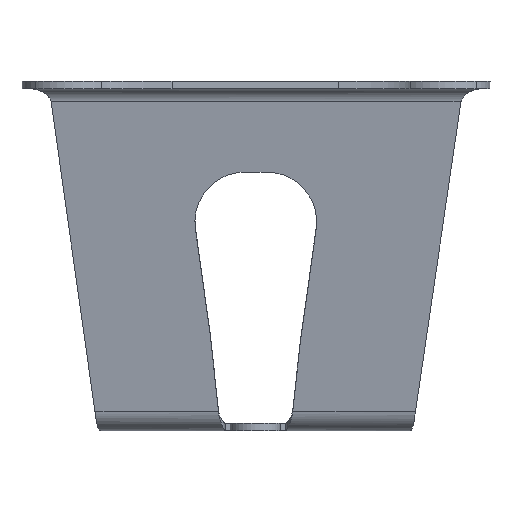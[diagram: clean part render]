
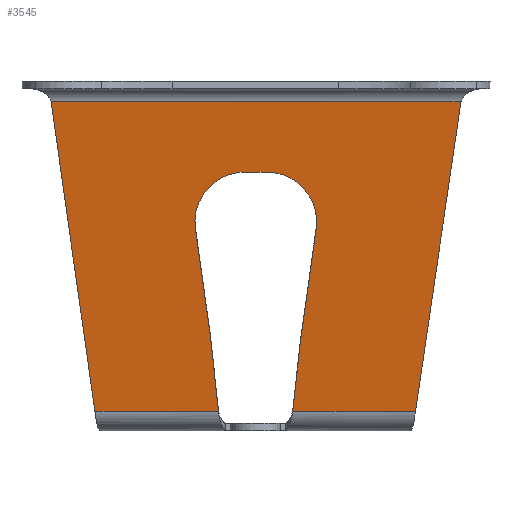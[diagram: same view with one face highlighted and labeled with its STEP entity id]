
A CAD part, front view. The second image highlights one B-rep face of the part: STEP entity #3545.
In plain terms, the highlighted planar face has unit normal (0, -0.99, -0.139).
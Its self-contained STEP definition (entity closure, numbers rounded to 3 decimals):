
#77 = DIRECTION ( 'NONE',  ( 0.144, -0.138, 0.98 ) ) ;
#92 = CARTESIAN_POINT ( 'NONE',  ( 0., -19.583, -2.965 ) ) ;
#111 = DIRECTION ( 'NONE',  ( 0., -0.139, 0.99 ) ) ;
#134 = EDGE_CURVE ( 'NONE', #849, #1308, #2122, .T. ) ;
#191 = DIRECTION ( 'NONE',  ( 0., 0.99, 0.139 ) ) ;
#194 = EDGE_CURVE ( 'NONE', #4007, #3857, #598, .T. ) ;
#345 = CARTESIAN_POINT ( 'NONE',  ( -1.972, -25.606, 39.889 ) ) ;
#351 = ORIENTED_EDGE ( 'NONE', *, *, #3192, .T. ) ;
#366 = DIRECTION ( 'NONE',  ( 0., 0.99, 0.139 ) ) ;
#385 = DIRECTION ( 'NONE',  ( 0., -0.139, 0.99 ) ) ;
#402 = FACE_OUTER_BOUND ( 'NONE', #2680, .T. ) ;
#418 = CARTESIAN_POINT ( 'NONE',  ( 8.347, -21.69, 12.023 ) ) ;
#428 = CARTESIAN_POINT ( 'NONE',  ( -47.5, -20.334, 2.374 ) ) ;
#446 = ORIENTED_EDGE ( 'NONE', *, *, #2392, .F. ) ;
#467 = VECTOR ( 'NONE', #1346, 1000. ) ;
#584 = CIRCLE ( 'NONE', #708, 10. ) ;
#598 = LINE ( 'NONE', #1183, #2540 ) ;
#625 = CARTESIAN_POINT ( 'NONE',  ( 2.167, -26.998, 49.791 ) ) ;
#653 = VECTOR ( 'NONE', #2087, 1000. ) ;
#708 = AXIS2_PLACEMENT_3D ( 'NONE', #2519, #191, #2932 ) ;
#811 =( BOUNDED_CURVE ( )  B_SPLINE_CURVE ( 3, ( #2351, #4711, #418, #3153 ),
 .UNSPECIFIED., .F., .F. ) 
 B_SPLINE_CURVE_WITH_KNOTS ( ( 4, 4 ),
 ( 5.251, 5.498 ),
 .UNSPECIFIED. ) 
 CURVE ( )  GEOMETRIC_REPRESENTATION_ITEM ( )  RATIONAL_B_SPLINE_CURVE ( ( 1., 0.995, 0.995, 1. ) ) 
 REPRESENTATION_ITEM ( '' )  );
#821 = VECTOR ( 'NONE', #1812, 1000. ) ;
#827 = EDGE_CURVE ( 'NONE', #4998, #2113, #3489, .T. ) ;
#849 = VERTEX_POINT ( 'NONE', #5031 ) ;
#851 = CARTESIAN_POINT ( 'NONE',  ( -11.876, -25.414, 38.524 ) ) ;
#989 = CARTESIAN_POINT ( 'NONE',  ( 31.739, -20.334, 2.374 ) ) ;
#999 = VERTEX_POINT ( 'NONE', #2273 ) ;
#1183 = CARTESIAN_POINT ( 'NONE',  ( -30.411, -18.989, -7.195 ) ) ;
#1191 = DIRECTION ( 'NONE',  ( -1., 0., 0. ) ) ;
#1308 = VERTEX_POINT ( 'NONE', #2481 ) ;
#1318 = ORIENTED_EDGE ( 'NONE', *, *, #2413, .T. ) ;
#1326 = CARTESIAN_POINT ( 'NONE',  ( 12.071, -25.414, 38.524 ) ) ;
#1346 = DIRECTION ( 'NONE',  ( -1., 0., 0. ) ) ;
#1365 = LINE ( 'NONE', #4761, #3341 ) ;
#1385 = VERTEX_POINT ( 'NONE', #1326 ) ;
#1464 = ORIENTED_EDGE ( 'NONE', *, *, #194, .T. ) ;
#1491 = LINE ( 'NONE', #2499, #467 ) ;
#1500 = EDGE_CURVE ( 'NONE', #4007, #4823, #3848, .T. ) ;
#1609 = CARTESIAN_POINT ( 'NONE',  ( -8.293, -21.831, 13.028 ) ) ;
#1629 = ORIENTED_EDGE ( 'NONE', *, *, #2014, .F. ) ;
#1655 = CARTESIAN_POINT ( 'NONE',  ( -8.929, -22.467, 17.553 ) ) ;
#1668 = CARTESIAN_POINT ( 'NONE',  ( -7.748, -21.116, 7.938 ) ) ;
#1771 = ORIENTED_EDGE ( 'NONE', *, *, #3128, .F. ) ;
#1812 = DIRECTION ( 'NONE',  ( 0.138, 0.138, -0.981 ) ) ;
#1894 = CARTESIAN_POINT ( 'NONE',  ( -7.304, -20.334, 2.374 ) ) ;
#2014 = EDGE_CURVE ( 'NONE', #1308, #3857, #2737, .T. ) ;
#2048 = EDGE_CURVE ( 'NONE', #4832, #1385, #4935, .T. ) ;
#2087 = DIRECTION ( 'NONE',  ( 0.138, -0.138, 0.981 ) ) ;
#2102 = VERTEX_POINT ( 'NONE', #989 ) ;
#2113 = VERTEX_POINT ( 'NONE', #4512 ) ;
#2122 =( BOUNDED_CURVE ( )  B_SPLINE_CURVE ( 3, ( #1655, #1609, #1668, #1894 ),
 .UNSPECIFIED., .F., .F. ) 
 B_SPLINE_CURVE_WITH_KNOTS ( ( 4, 4 ),
 ( 0.785, 1.054 ),
 .UNSPECIFIED. ) 
 CURVE ( )  GEOMETRIC_REPRESENTATION_ITEM ( )  RATIONAL_B_SPLINE_CURVE ( ( 1., 0.994, 0.994, 1. ) ) 
 REPRESENTATION_ITEM ( '' )  );
#2124 = VERTEX_POINT ( 'NONE', #625 ) ;
#2175 = VECTOR ( 'NONE', #1191, 1000. ) ;
#2273 = CARTESIAN_POINT ( 'NONE',  ( 7.418, -20.334, 2.374 ) ) ;
#2351 = CARTESIAN_POINT ( 'NONE',  ( 7.418, -20.334, 2.374 ) ) ;
#2392 = EDGE_CURVE ( 'NONE', #2124, #2113, #1491, .T. ) ;
#2413 = EDGE_CURVE ( 'NONE', #2124, #1385, #584, .T. ) ;
#2434 = DIRECTION ( 'NONE',  ( 0., 0.99, 0.139 ) ) ;
#2481 = CARTESIAN_POINT ( 'NONE',  ( -7.304, -20.334, 2.374 ) ) ;
#2499 = CARTESIAN_POINT ( 'NONE',  ( 61.074, -26.998, 49.791 ) ) ;
#2519 = CARTESIAN_POINT ( 'NONE',  ( 2.167, -25.606, 39.889 ) ) ;
#2540 = VECTOR ( 'NONE', #3888, 1000. ) ;
#2626 = ORIENTED_EDGE ( 'NONE', *, *, #4431, .F. ) ;
#2680 = EDGE_LOOP ( 'NONE', ( #351, #4731, #1464, #1629, #3205, #4965, #3838, #446, #1318, #3912, #1771, #2626 ) ) ;
#2737 = LINE ( 'NONE', #4834, #2851 ) ;
#2830 = CARTESIAN_POINT ( 'NONE',  ( -40.472, -28.958, 63.736 ) ) ;
#2851 = VECTOR ( 'NONE', #4461, 1000. ) ;
#2932 = DIRECTION ( 'NONE',  ( 0., -0.139, 0.99 ) ) ;
#3111 = AXIS2_PLACEMENT_3D ( 'NONE', #92, #2434, #111 ) ;
#3117 = LINE ( 'NONE', #428, #2175 ) ;
#3128 = EDGE_CURVE ( 'NONE', #999, #4832, #811, .T. ) ;
#3153 = CARTESIAN_POINT ( 'NONE',  ( 8.929, -22.272, 16.166 ) ) ;
#3174 = CARTESIAN_POINT ( 'NONE',  ( -47.5, -28.958, 63.736 ) ) ;
#3192 = EDGE_CURVE ( 'NONE', #2102, #4823, #1365, .T. ) ;
#3205 = ORIENTED_EDGE ( 'NONE', *, *, #134, .F. ) ;
#3225 = AXIS2_PLACEMENT_3D ( 'NONE', #345, #366, #385 ) ;
#3244 = DIRECTION ( 'NONE',  ( 1., 0., 0. ) ) ;
#3341 = VECTOR ( 'NONE', #77, 1000. ) ;
#3489 = CIRCLE ( 'NONE', #3225, 10. ) ;
#3490 = CARTESIAN_POINT ( 'NONE',  ( 8.929, -22.272, 16.166 ) ) ;
#3545 = ADVANCED_FACE ( 'NONE', ( #402 ), #4796, .F. ) ;
#3599 = VECTOR ( 'NONE', #3244, 1000. ) ;
#3823 = EDGE_CURVE ( 'NONE', #4998, #849, #3835, .T. ) ;
#3835 = LINE ( 'NONE', #4180, #821 ) ;
#3838 = ORIENTED_EDGE ( 'NONE', *, *, #827, .T. ) ;
#3848 = LINE ( 'NONE', #3174, #3599 ) ;
#3857 = VERTEX_POINT ( 'NONE', #4982 ) ;
#3888 = DIRECTION ( 'NONE',  ( 0.139, 0.138, -0.981 ) ) ;
#3912 = ORIENTED_EDGE ( 'NONE', *, *, #2048, .F. ) ;
#4007 = VERTEX_POINT ( 'NONE', #2830 ) ;
#4180 = CARTESIAN_POINT ( 'NONE',  ( -5.93, -19.468, -3.782 ) ) ;
#4431 = EDGE_CURVE ( 'NONE', #2102, #999, #3117, .T. ) ;
#4461 = DIRECTION ( 'NONE',  ( -1., 0., 0. ) ) ;
#4512 = CARTESIAN_POINT ( 'NONE',  ( -1.972, -26.998, 49.791 ) ) ;
#4635 = CARTESIAN_POINT ( 'NONE',  ( 40.761, -28.958, 63.736 ) ) ;
#4711 = CARTESIAN_POINT ( 'NONE',  ( 7.84, -21.04, 7.402 ) ) ;
#4731 = ORIENTED_EDGE ( 'NONE', *, *, #1500, .F. ) ;
#4761 = CARTESIAN_POINT ( 'NONE',  ( 30.312, -18.969, -7.335 ) ) ;
#4796 = PLANE ( 'NONE',  #3111 ) ;
#4823 = VERTEX_POINT ( 'NONE', #4635 ) ;
#4832 = VERTEX_POINT ( 'NONE', #3490 ) ;
#4834 = CARTESIAN_POINT ( 'NONE',  ( -47.5, -20.334, 2.374 ) ) ;
#4847 = CARTESIAN_POINT ( 'NONE',  ( 6.122, -19.465, -3.809 ) ) ;
#4935 = LINE ( 'NONE', #4847, #653 ) ;
#4965 = ORIENTED_EDGE ( 'NONE', *, *, #3823, .F. ) ;
#4982 = CARTESIAN_POINT ( 'NONE',  ( -31.769, -20.334, 2.374 ) ) ;
#4998 = VERTEX_POINT ( 'NONE', #851 ) ;
#5031 = CARTESIAN_POINT ( 'NONE',  ( -8.929, -22.467, 17.553 ) ) ;
